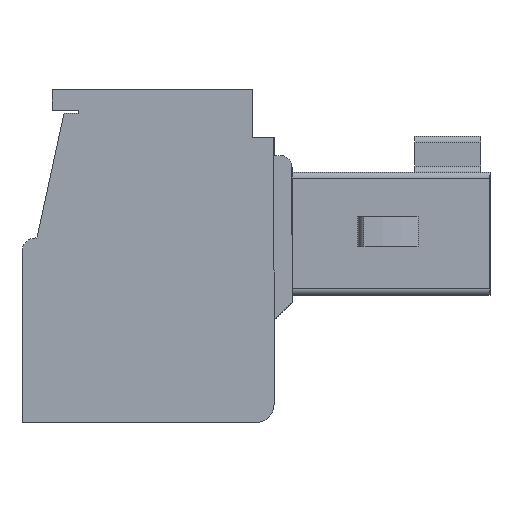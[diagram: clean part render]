
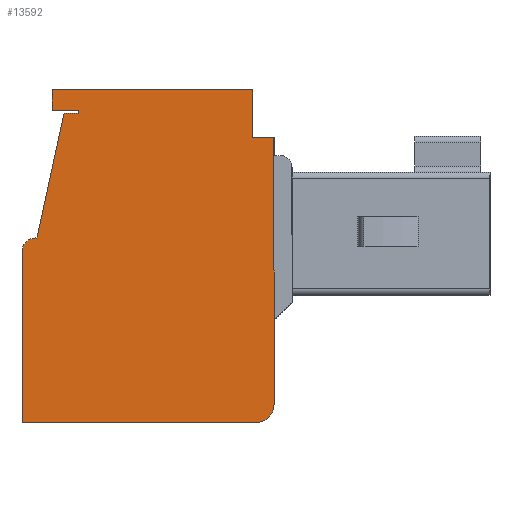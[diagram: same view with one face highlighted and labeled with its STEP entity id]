
A CAD part, left-side view. The second image highlights one B-rep face of the part: STEP entity #13592.
In plain terms, the highlighted planar face has unit normal (-1, 0, 0).
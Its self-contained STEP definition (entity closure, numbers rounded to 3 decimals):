
#650 = DIRECTION ( 'NONE',  ( 0., 0., 1. ) ) ;
#888 = EDGE_CURVE ( 'NONE', #7244, #7359, #36501, .T. ) ;
#1917 = VERTEX_POINT ( 'NONE', #9965 ) ;
#2073 = LINE ( 'NONE', #35683, #6574 ) ;
#2461 = VECTOR ( 'NONE', #26895, 1000. ) ;
#3241 = VERTEX_POINT ( 'NONE', #30663 ) ;
#3985 = CARTESIAN_POINT ( 'NONE',  ( 0., 7.2, 0.6 ) ) ;
#4047 = ORIENTED_EDGE ( 'NONE', *, *, #34573, .F. ) ;
#4090 = DIRECTION ( 'NONE',  ( 0., 0., -1. ) ) ;
#4474 = VERTEX_POINT ( 'NONE', #13841 ) ;
#4557 = EDGE_CURVE ( 'NONE', #15083, #34676, #27470, .T. ) ;
#5139 = CARTESIAN_POINT ( 'NONE',  ( 0., 15.6, 11.1 ) ) ;
#5155 = VERTEX_POINT ( 'NONE', #15365 ) ;
#5253 = DIRECTION ( 'NONE',  ( 0., -1., 0. ) ) ;
#5649 = ORIENTED_EDGE ( 'NONE', *, *, #888, .T. ) ;
#5749 = EDGE_CURVE ( 'NONE', #9062, #10075, #35292, .T. ) ;
#5841 = DIRECTION ( 'NONE',  ( 0., 1., 0. ) ) ;
#6416 = CARTESIAN_POINT ( 'NONE',  ( 0., 15.1, 6.15 ) ) ;
#6574 = VECTOR ( 'NONE', #5253, 1000. ) ;
#6782 = EDGE_CURVE ( 'NONE', #31121, #5155, #31814, .T. ) ;
#6944 = EDGE_CURVE ( 'NONE', #3241, #1917, #9060, .T. ) ;
#7244 = VERTEX_POINT ( 'NONE', #21791 ) ;
#7359 = VERTEX_POINT ( 'NONE', #12909 ) ;
#7420 = DIRECTION ( 'NONE',  ( -1., 0., 0. ) ) ;
#7514 = DIRECTION ( 'NONE',  ( 1., 0., 0. ) ) ;
#7555 = DIRECTION ( 'NONE',  ( 0., 0., 1. ) ) ;
#8129 = CARTESIAN_POINT ( 'NONE',  ( 0., 7.2, 9.5 ) ) ;
#8257 = CARTESIAN_POINT ( 'NONE',  ( 0., 13.7, 10.3 ) ) ;
#8774 = ORIENTED_EDGE ( 'NONE', *, *, #31800, .T. ) ;
#9060 = LINE ( 'NONE', #20356, #32304 ) ;
#9062 = VERTEX_POINT ( 'NONE', #20732 ) ;
#9948 = VECTOR ( 'NONE', #7555, 1000. ) ;
#9965 = CARTESIAN_POINT ( 'NONE',  ( 0., 15.6, 5.7 ) ) ;
#10012 = CARTESIAN_POINT ( 'NONE',  ( 0., 7.8, 0.6 ) ) ;
#10075 = VERTEX_POINT ( 'NONE', #25168 ) ;
#10110 = VECTOR ( 'NONE', #30285, 1000. ) ;
#10426 = CARTESIAN_POINT ( 'NONE',  ( 0., 13.7, 10.4 ) ) ;
#10792 = VECTOR ( 'NONE', #25758, 1000. ) ;
#10807 = CARTESIAN_POINT ( 'NONE',  ( 0., 14.6, 10.4 ) ) ;
#10943 = LINE ( 'NONE', #30806, #11222 ) ;
#11222 = VECTOR ( 'NONE', #36010, 1000. ) ;
#12256 = AXIS2_PLACEMENT_3D ( 'NONE', #5139, #7514, #27716 ) ;
#12499 = ORIENTED_EDGE ( 'NONE', *, *, #5749, .T. ) ;
#12766 = LINE ( 'NONE', #15962, #30112 ) ;
#12775 = ORIENTED_EDGE ( 'NONE', *, *, #6944, .F. ) ;
#12909 = CARTESIAN_POINT ( 'NONE',  ( 0., 14.2, 10.3 ) ) ;
#13339 = CARTESIAN_POINT ( 'NONE',  ( 0., 13.7, 10.4 ) ) ;
#13592 = ADVANCED_FACE ( 'NONE', ( #18821 ), #30163, .F. ) ;
#13841 = CARTESIAN_POINT ( 'NONE',  ( 0., 7.8, 0. ) ) ;
#14838 = DIRECTION ( 'NONE',  ( 0., 0., 1. ) ) ;
#15083 = VERTEX_POINT ( 'NONE', #28993 ) ;
#15365 = CARTESIAN_POINT ( 'NONE',  ( 0., 15.15, 6.15 ) ) ;
#15909 = CIRCLE ( 'NONE', #22383, 0.6 ) ;
#15962 = CARTESIAN_POINT ( 'NONE',  ( 0., 7.92, 11.1 ) ) ;
#16852 = ORIENTED_EDGE ( 'NONE', *, *, #19893, .T. ) ;
#17114 = AXIS2_PLACEMENT_3D ( 'NONE', #23904, #18005, #14838 ) ;
#17401 = EDGE_CURVE ( 'NONE', #3241, #4474, #21550, .T. ) ;
#17699 = VERTEX_POINT ( 'NONE', #36306 ) ;
#17977 = ORIENTED_EDGE ( 'NONE', *, *, #19505, .T. ) ;
#18005 = DIRECTION ( 'NONE',  ( -1., 0., 0. ) ) ;
#18589 = DIRECTION ( 'NONE',  ( 0., -1., 0. ) ) ;
#18821 = FACE_OUTER_BOUND ( 'NONE', #22458, .T. ) ;
#19331 = EDGE_CURVE ( 'NONE', #7359, #31121, #10943, .T. ) ;
#19419 = LINE ( 'NONE', #8129, #9948 ) ;
#19505 = EDGE_CURVE ( 'NONE', #34676, #7244, #32853, .T. ) ;
#19530 = EDGE_CURVE ( 'NONE', #10075, #23314, #12766, .T. ) ;
#19893 = EDGE_CURVE ( 'NONE', #4474, #20124, #15909, .T. ) ;
#20124 = VERTEX_POINT ( 'NONE', #3985 ) ;
#20356 = CARTESIAN_POINT ( 'NONE',  ( 0., 15.6, 11.1 ) ) ;
#20444 = CARTESIAN_POINT ( 'NONE',  ( 0., 7.92, 11.1 ) ) ;
#20732 = CARTESIAN_POINT ( 'NONE',  ( 0., 7.2, 9.5 ) ) ;
#21357 = VECTOR ( 'NONE', #18589, 1000. ) ;
#21550 = LINE ( 'NONE', #29926, #21357 ) ;
#21791 = CARTESIAN_POINT ( 'NONE',  ( 0., 13.7, 10.3 ) ) ;
#22383 = AXIS2_PLACEMENT_3D ( 'NONE', #10012, #7420, #4090 ) ;
#22458 = EDGE_LOOP ( 'NONE', ( #16852, #29820, #12499, #27140, #4047, #36351, #22890, #17977, #5649, #26823, #26657, #8774, #12775, #34730 ) ) ;
#22890 = ORIENTED_EDGE ( 'NONE', *, *, #4557, .T. ) ;
#23314 = VERTEX_POINT ( 'NONE', #20444 ) ;
#23563 = CIRCLE ( 'NONE', #17114, 0.45 ) ;
#23904 = CARTESIAN_POINT ( 'NONE',  ( 0., 15.15, 5.7 ) ) ;
#24604 = DIRECTION ( 'NONE',  ( 0., 0., -1. ) ) ;
#24787 = CARTESIAN_POINT ( 'NONE',  ( 0., 14.6, 11.1 ) ) ;
#25168 = CARTESIAN_POINT ( 'NONE',  ( 0., 7.92, 9.5 ) ) ;
#25758 = DIRECTION ( 'NONE',  ( 0., 1., 0. ) ) ;
#25964 = EDGE_CURVE ( 'NONE', #17699, #15083, #33971, .T. ) ;
#25968 = CARTESIAN_POINT ( 'NONE',  ( 0., 15.15, 6.15 ) ) ;
#26283 = VECTOR ( 'NONE', #5841, 1000. ) ;
#26657 = ORIENTED_EDGE ( 'NONE', *, *, #6782, .T. ) ;
#26823 = ORIENTED_EDGE ( 'NONE', *, *, #19331, .T. ) ;
#26895 = DIRECTION ( 'NONE',  ( 0., 1., 0. ) ) ;
#27140 = ORIENTED_EDGE ( 'NONE', *, *, #19530, .T. ) ;
#27470 = LINE ( 'NONE', #10807, #10110 ) ;
#27716 = DIRECTION ( 'NONE',  ( 0., 0., -1. ) ) ;
#28860 = VECTOR ( 'NONE', #35270, 1000. ) ;
#28993 = CARTESIAN_POINT ( 'NONE',  ( 0., 14.6, 10.4 ) ) ;
#29319 = CARTESIAN_POINT ( 'NONE',  ( 0., 7.92, 9.5 ) ) ;
#29820 = ORIENTED_EDGE ( 'NONE', *, *, #30283, .T. ) ;
#29926 = CARTESIAN_POINT ( 'NONE',  ( 0., 15.6, 0. ) ) ;
#30112 = VECTOR ( 'NONE', #33040, 1000. ) ;
#30163 = PLANE ( 'NONE',  #12256 ) ;
#30283 = EDGE_CURVE ( 'NONE', #20124, #9062, #19419, .T. ) ;
#30285 = DIRECTION ( 'NONE',  ( 0., -1., 0. ) ) ;
#30663 = CARTESIAN_POINT ( 'NONE',  ( 0., 15.6, 0. ) ) ;
#30806 = CARTESIAN_POINT ( 'NONE',  ( 0., 15.1, 6.15 ) ) ;
#31121 = VERTEX_POINT ( 'NONE', #6416 ) ;
#31800 = EDGE_CURVE ( 'NONE', #5155, #1917, #23563, .T. ) ;
#31814 = LINE ( 'NONE', #25968, #26283 ) ;
#32304 = VECTOR ( 'NONE', #650, 1000. ) ;
#32853 = LINE ( 'NONE', #13339, #28860 ) ;
#33040 = DIRECTION ( 'NONE',  ( 0., 0., 1. ) ) ;
#33383 = VECTOR ( 'NONE', #24604, 1000. ) ;
#33971 = LINE ( 'NONE', #24787, #33383 ) ;
#34573 = EDGE_CURVE ( 'NONE', #17699, #23314, #2073, .T. ) ;
#34676 = VERTEX_POINT ( 'NONE', #10426 ) ;
#34730 = ORIENTED_EDGE ( 'NONE', *, *, #17401, .T. ) ;
#35270 = DIRECTION ( 'NONE',  ( 0., 0., -1. ) ) ;
#35292 = LINE ( 'NONE', #29319, #2461 ) ;
#35683 = CARTESIAN_POINT ( 'NONE',  ( 0., 15.6, 11.1 ) ) ;
#36010 = DIRECTION ( 'NONE',  ( 0., 0.212, -0.977 ) ) ;
#36306 = CARTESIAN_POINT ( 'NONE',  ( 0., 14.6, 11.1 ) ) ;
#36351 = ORIENTED_EDGE ( 'NONE', *, *, #25964, .T. ) ;
#36501 = LINE ( 'NONE', #8257, #10792 ) ;
